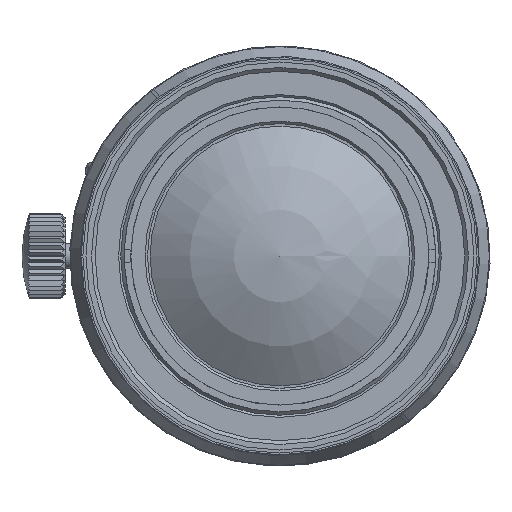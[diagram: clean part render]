
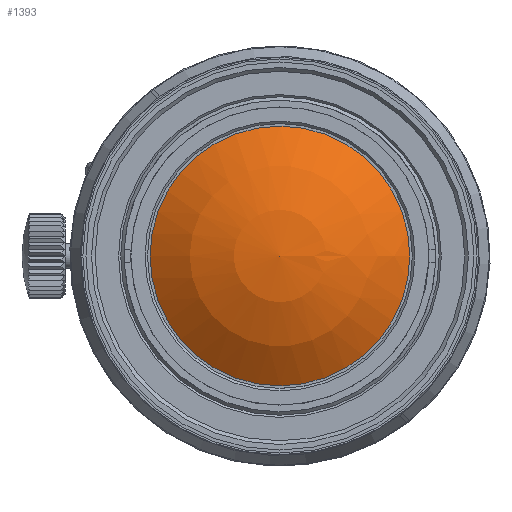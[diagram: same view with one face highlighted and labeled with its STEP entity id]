
A CAD part, left-side view. The second image highlights one B-rep face of the part: STEP entity #1393.
In plain terms, the highlighted spherical face has radius 17.163 mm.
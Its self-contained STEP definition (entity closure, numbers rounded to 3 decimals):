
#113=SPHERICAL_SURFACE('',#12446,17.163);
#848=FACE_OUTER_BOUND('',#4055,.T.);
#1393=ADVANCED_FACE('',(#848),#113,.T.);
#2077=CIRCLE('',#12444,10.542);
#4055=EDGE_LOOP('',(#7446));
#7446=ORIENTED_EDGE('',*,*,#10581,.T.);
#8864=VERTEX_POINT('',#22937);
#10581=EDGE_CURVE('',#8864,#8864,#2077,.T.);
#12444=AXIS2_PLACEMENT_3D('',#22936,#14803,#14804);
#12446=AXIS2_PLACEMENT_3D('',#22939,#14807,#14808);
#14803=DIRECTION('',(-1.,0.,0.));
#14804=DIRECTION('',(0.,0.,-1.));
#14807=DIRECTION('',(1.,0.,0.));
#14808=DIRECTION('',(0.,-1.,0.));
#22936=CARTESIAN_POINT('',(-60.,0.,0.));
#22937=CARTESIAN_POINT('',(-60.,0.,-10.542));
#22939=CARTESIAN_POINT('',(-46.456,0.,0.));
